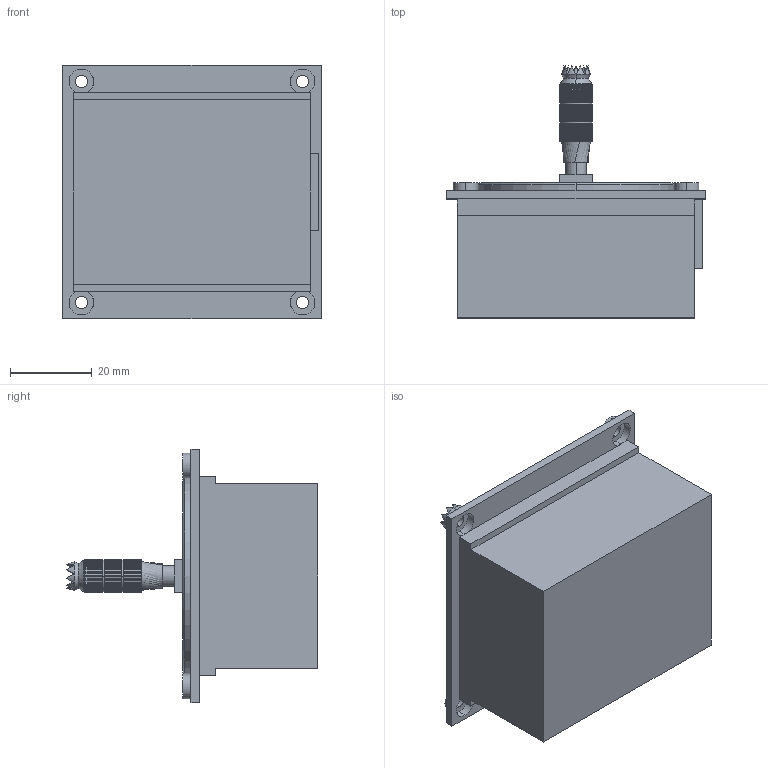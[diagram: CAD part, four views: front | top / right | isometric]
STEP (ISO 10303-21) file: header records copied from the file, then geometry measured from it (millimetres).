
FILE_DESCRIPTION (( 'STEP AP214' ), '1' );
FILE_NAME ('FrSky M9 Gimbal.STEP', '2020-11-05T19:39:47', ( '' ), ( '' ), 'SwSTEP 2.0', 'SolidWorks 2020', '' );
FILE_SCHEMA (( 'AUTOMOTIVE_DESIGN' ));
Length unit declared in the file: millimetre
Products named in the file (1): FrSky M9 Gimbal
Bounding box: 63.1 x 61.5 x 62 mm (x, y, z)
Volume: 88579.2 mm3; surface area: 17168.7 mm2
Topology: 5 solids, 5 shells, 624 faces, 1754 edges, 1153 vertices
Faces by surface type: cylinder 423, plane 97, bspline 86, cone 18
Entity records: 37602 total; most frequent: CARTESIAN_POINT 16765, ORIENTED_EDGE 3508, DIRECTION 3119, EDGE_CURVE 1754, AXIS2_PLACEMENT_3D 1311, VERTEX_POINT 1153, CIRCLE 772, EDGE_LOOP 653
